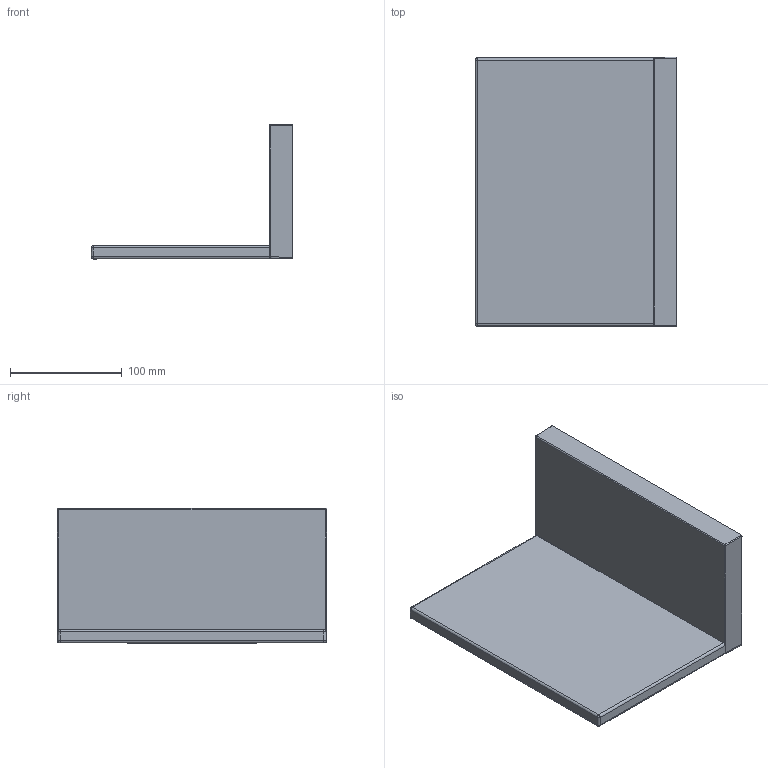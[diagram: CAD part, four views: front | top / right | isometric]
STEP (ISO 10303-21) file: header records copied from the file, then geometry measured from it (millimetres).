
FILE_DESCRIPTION(('CAx-IF Rec.Pracs.---Model Styling and Organization---1.2---2011-12-15','CAx-IF Rec.Pracs.---Geometric and Assembly Validation Properties---4.1---2014-06-16','CAx-IF Rec.Pracs.---PMI Polyline Presentation---2.0---2013-05-24'),'2;1');
FILE_NAME('1000138913_PPR_000.stp','2019-10-14T12:41:12+02:00',(''),(''),'STEP Interface 4.3 by CT CoreTechnologie','3D_Evolution4.3 by CT CoreTechnologie','');
FILE_SCHEMA(('AP203_CONFIGURATION_CONTROLLED_3D_DESIGN_OF_MECHANICAL_PARTS_AND_ASSEMBLIES_MIM_LF'));
Length unit declared in the file: millimetre
Products named in the file (11): P_2 Wanneneinl. komp. Starck Shower Sol. 1000138913_PPR_000_A0; Abdeckung WE Starck Shower Solution 1000076118_PPA_000_A0; Senkschraube  DIN7991-M4x8 CuZn 1000044094_PPA_000_A1; P_2 Strahlregler WE AX Starck Show. Sol. 1000138920_PPR_000_A0; P_2 Strahleinsatz WE AX Starck kpl. 1000138919_PPR_000_A0; P_2 Strahleinsatz unten AXOR SSC 1000138917_PPA_000_A0; P_2 Strahleinsatz oben AXOR SSC 1000138918_PPA_000_A0; P_2 Strahlkörper Strahleinsatz    AX JMM 1000110813_PPA_000_A0; P_2 Baugr. Platten WE Starck Shower Sol. 1000138916_PPR_000_A0; P_2 Wandplatte Wanneneinlauf AXOR SSC 1000138915_PPA_000_A0; P_2 Platte WE AXOR Starck Shower Sol. 1000138914_PPA_000_A0
Assembly tree (13 placements, depth 4):
  P_2 Wanneneinl. komp. Starck Shower Sol. 1000138913_PPR_000_A0
    Abdeckung WE Starck Shower Solution 1000076118_PPA_000_A0
    Senkschraube  DIN7991-M4x8 CuZn 1000044094_PPA_000_A1  x4
    P_2 Strahlregler WE AX Starck Show. Sol. 1000138920_PPR_000_A0
      P_2 Strahleinsatz WE AX Starck kpl. 1000138919_PPR_000_A0
        P_2 Strahleinsatz unten AXOR SSC 1000138917_PPA_000_A0
        P_2 Strahleinsatz oben AXOR SSC 1000138918_PPA_000_A0
      P_2 Strahlkörper Strahleinsatz    AX JMM 1000110813_PPA_000_A0
    P_2 Baugr. Platten WE Starck Shower Sol. 1000138916_PPR_000_A0
      P_2 Wandplatte Wanneneinlauf AXOR SSC 1000138915_PPA_000_A0
      P_2 Platte WE AXOR Starck Shower Sol. 1000138914_PPA_000_A0
Bounding box: 180.45 x 241.1 x 121.35 mm (x, y, z)
Volume: 1065908 mm3; surface area: 249244.3 mm2
Topology: 10 solids, 12 shells, 460 faces, 1143 edges, 692 vertices
Faces by surface type: bspline 166, plane 149, cylinder 145
Entity records: 22310 total; most frequent: CARTESIAN_POINT 8487, ORIENTED_EDGE 1858, DIRECTION 1787, EDGE_CURVE 929, AXIS2_PLACEMENT_3D 653, VERTEX_POINT 572, VECTOR 481, LINE 481
